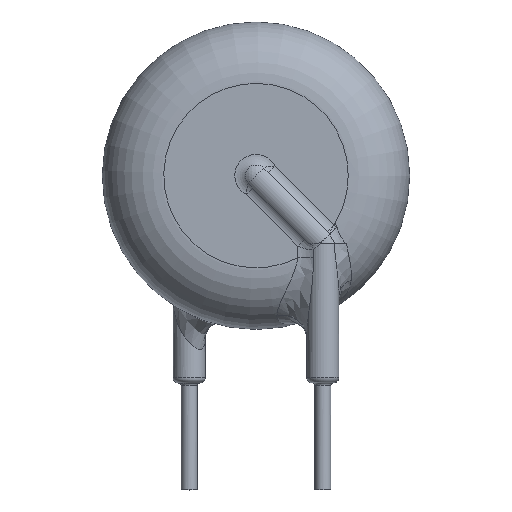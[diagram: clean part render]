
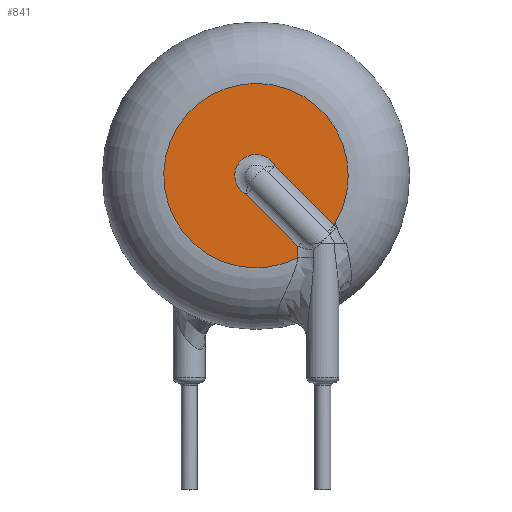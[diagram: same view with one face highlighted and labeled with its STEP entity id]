
A CAD part, top view. The second image highlights one B-rep face of the part: STEP entity #841.
In plain terms, the highlighted planar face has unit normal (0, 0, 1).
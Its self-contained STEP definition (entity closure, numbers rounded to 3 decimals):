
#40=PLANE('',#951);
#69=B_SPLINE_CURVE_WITH_KNOTS('',3,(#1175,#1176,#1177,#1178,#1179,#1180,
#1181,#1182,#1183,#1184,#1185,#1186,#1187),.UNSPECIFIED.,.F.,.F.,(4,3,3,
3,4),(0.,0.25,0.5,0.75,1.),.UNSPECIFIED.);
#170=FACE_OUTER_BOUND('',#221,.T.);
#221=EDGE_LOOP('',(#759,#760,#761,#762,#763,#764));
#230=LINE('',#1628,#251);
#244=LINE('',#3107,#265);
#245=LINE('',#3109,#266);
#251=VECTOR('',#996,1.172);
#265=VECTOR('',#1152,0.189);
#266=VECTOR('',#1155,1.342);
#272=CIRCLE('',#866,1.484);
#279=CIRCLE('',#875,0.341);
#325=VERTEX_POINT('',#1170);
#326=VERTEX_POINT('',#1171);
#327=VERTEX_POINT('',#1174);
#342=VERTEX_POINT('',#1533);
#343=VERTEX_POINT('',#1564);
#344=VERTEX_POINT('',#1627);
#411=EDGE_CURVE('',#325,#326,#272,.T.);
#413=EDGE_CURVE('',#325,#327,#69,.T.);
#433=EDGE_CURVE('',#343,#342,#279,.T.);
#437=EDGE_CURVE('',#344,#343,#230,.T.);
#521=EDGE_CURVE('',#326,#344,#244,.T.);
#522=EDGE_CURVE('',#327,#342,#245,.T.);
#759=ORIENTED_EDGE('',*,*,#522,.F.);
#760=ORIENTED_EDGE('',*,*,#413,.F.);
#761=ORIENTED_EDGE('',*,*,#411,.T.);
#762=ORIENTED_EDGE('',*,*,#521,.T.);
#763=ORIENTED_EDGE('',*,*,#437,.T.);
#764=ORIENTED_EDGE('',*,*,#433,.T.);
#841=ADVANCED_FACE('',(#170),#40,.T.);
#866=AXIS2_PLACEMENT_3D('',#1172,#966,#967);
#875=AXIS2_PLACEMENT_3D('',#1565,#986,#987);
#951=AXIS2_PLACEMENT_3D('',#3108,#1153,#1154);
#966=DIRECTION('center_axis',(0.,0.,1.));
#967=DIRECTION('ref_axis',(1.,0.,0.));
#986=DIRECTION('center_axis',(0.,0.,-1.));
#987=DIRECTION('ref_axis',(-0.454,-0.891,0.));
#996=DIRECTION('',(-0.707,0.707,0.));
#1152=DIRECTION('',(0.,1.,0.));
#1153=DIRECTION('center_axis',(0.,0.,1.));
#1154=DIRECTION('ref_axis',(-1.,0.,0.));
#1155=DIRECTION('',(-0.707,0.707,0.));
#1170=CARTESIAN_POINT('',(3.384,-1.449,2.73));
#1171=CARTESIAN_POINT('',(2.574,-2.77,2.73));
#1172=CARTESIAN_POINT('Origin',(1.9,-1.449,2.73));
#1174=CARTESIAN_POINT('',(3.153,-2.243,2.73));
#1175=CARTESIAN_POINT('Ctrl Pts',(3.384,-1.449,2.73));
#1176=CARTESIAN_POINT('Ctrl Pts',(3.384,-1.519,2.73));
#1177=CARTESIAN_POINT('Ctrl Pts',(3.379,-1.589,2.73));
#1178=CARTESIAN_POINT('Ctrl Pts',(3.369,-1.658,2.73));
#1179=CARTESIAN_POINT('Ctrl Pts',(3.359,-1.727,2.73));
#1180=CARTESIAN_POINT('Ctrl Pts',(3.344,-1.795,2.73));
#1181=CARTESIAN_POINT('Ctrl Pts',(3.325,-1.862,2.73));
#1182=CARTESIAN_POINT('Ctrl Pts',(3.305,-1.929,2.73));
#1183=CARTESIAN_POINT('Ctrl Pts',(3.281,-1.995,2.73));
#1184=CARTESIAN_POINT('Ctrl Pts',(3.252,-2.059,2.73));
#1185=CARTESIAN_POINT('Ctrl Pts',(3.224,-2.122,2.73));
#1186=CARTESIAN_POINT('Ctrl Pts',(3.191,-2.183,2.73));
#1187=CARTESIAN_POINT('Ctrl Pts',(3.153,-2.243,2.73));
#1533=CARTESIAN_POINT('',(2.204,-1.294,2.73));
#1564=CARTESIAN_POINT('',(1.745,-1.753,2.73));
#1565=CARTESIAN_POINT('Origin',(1.9,-1.449,2.73));
#1627=CARTESIAN_POINT('',(2.574,-2.582,2.73));
#1628=CARTESIAN_POINT('',(2.574,-2.582,2.73));
#3107=CARTESIAN_POINT('',(2.574,-2.77,2.73));
#3108=CARTESIAN_POINT('Origin',(1.9,-1.449,2.73));
#3109=CARTESIAN_POINT('',(3.153,-2.243,2.73));
